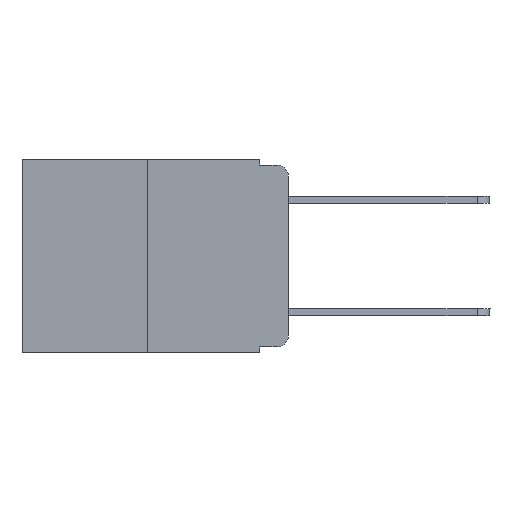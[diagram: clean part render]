
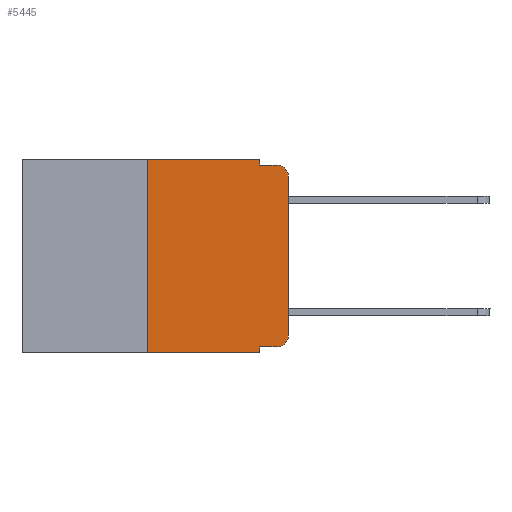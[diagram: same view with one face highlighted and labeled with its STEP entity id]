
A CAD part, left-side view. The second image highlights one B-rep face of the part: STEP entity #5445.
In plain terms, the highlighted planar face has unit normal (-1, 0, 0).
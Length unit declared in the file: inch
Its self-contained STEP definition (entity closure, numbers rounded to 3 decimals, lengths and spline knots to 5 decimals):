
#12 = VERTEX_POINT ( 'NONE', #349 ) ;
#126 = EDGE_CURVE ( 'NONE', #523, #330, #9101, .T. ) ;
#188 = DIRECTION ( 'NONE',  ( 0., -1., 0. ) ) ;
#330 = VERTEX_POINT ( 'NONE', #8748 ) ;
#349 = CARTESIAN_POINT ( 'NONE',  ( 0., 0.051, 0. ) ) ;
#357 = ORIENTED_EDGE ( 'NONE', *, *, #8270, .T. ) ;
#442 = CARTESIAN_POINT ( 'NONE',  ( 0., 0.051, 0. ) ) ;
#497 = CARTESIAN_POINT ( 'NONE',  ( 0., 0.25, -0.343 ) ) ;
#502 = ORIENTED_EDGE ( 'NONE', *, *, #2704, .F. ) ;
#523 = VERTEX_POINT ( 'NONE', #3576 ) ;
#1037 = CARTESIAN_POINT ( 'NONE',  ( 0., 0.02, -0.313 ) ) ;
#1052 = CARTESIAN_POINT ( 'NONE',  ( 0., 0.051, -0.333 ) ) ;
#1112 = CARTESIAN_POINT ( 'NONE',  ( 0., 0.051, -0.343 ) ) ;
#1184 = DIRECTION ( 'NONE',  ( -1., 0., 0. ) ) ;
#1196 = LINE ( 'NONE', #2838, #1769 ) ;
#1443 = ORIENTED_EDGE ( 'NONE', *, *, #126, .F. ) ;
#1509 = ORIENTED_EDGE ( 'NONE', *, *, #5857, .T. ) ;
#1657 = VERTEX_POINT ( 'NONE', #1112 ) ;
#1769 = VECTOR ( 'NONE', #8353, 39.37008 ) ;
#1918 = VECTOR ( 'NONE', #4764, 39.37008 ) ;
#2005 = ORIENTED_EDGE ( 'NONE', *, *, #6382, .F. ) ;
#2126 = CIRCLE ( 'NONE', #5772, 0.02 ) ;
#2563 = DIRECTION ( 'NONE',  ( 0., -1., 0. ) ) ;
#2704 = EDGE_CURVE ( 'NONE', #12, #523, #6238, .T. ) ;
#2733 = AXIS2_PLACEMENT_3D ( 'NONE', #3735, #10119, #6840 ) ;
#2806 = ORIENTED_EDGE ( 'NONE', *, *, #6240, .T. ) ;
#2838 = CARTESIAN_POINT ( 'NONE',  ( 0., 0.25, 0. ) ) ;
#2879 = VERTEX_POINT ( 'NONE', #7884 ) ;
#2886 = ORIENTED_EDGE ( 'NONE', *, *, #2903, .F. ) ;
#2891 = VECTOR ( 'NONE', #8122, 39.37008 ) ;
#2903 = EDGE_CURVE ( 'NONE', #5682, #1657, #8137, .T. ) ;
#2943 = AXIS2_PLACEMENT_3D ( 'NONE', #1037, #9016, #7436 ) ;
#2944 = EDGE_CURVE ( 'NONE', #8505, #12, #5092, .T. ) ;
#2947 = VECTOR ( 'NONE', #6904, 39.37008 ) ;
#3415 = CARTESIAN_POINT ( 'NONE',  ( 0., 0., -0.03 ) ) ;
#3515 = ORIENTED_EDGE ( 'NONE', *, *, #3634, .T. ) ;
#3576 = CARTESIAN_POINT ( 'NONE',  ( 0., 0.051, -0.01 ) ) ;
#3590 = DIRECTION ( 'NONE',  ( 0., -1., 0. ) ) ;
#3634 = EDGE_CURVE ( 'NONE', #4069, #2879, #9199, .T. ) ;
#3735 = CARTESIAN_POINT ( 'NONE',  ( 0., 0.473, 0. ) ) ;
#4069 = VERTEX_POINT ( 'NONE', #5721 ) ;
#4764 = DIRECTION ( 'NONE',  ( 0., 0., 1. ) ) ;
#4822 = LINE ( 'NONE', #8633, #1918 ) ;
#5092 = LINE ( 'NONE', #8908, #6431 ) ;
#5445 = ADVANCED_FACE ( 'NONE', ( #7565 ), #7619, .F. ) ;
#5682 = VERTEX_POINT ( 'NONE', #7876 ) ;
#5721 = CARTESIAN_POINT ( 'NONE',  ( 0., 0.02, -0.333 ) ) ;
#5772 = AXIS2_PLACEMENT_3D ( 'NONE', #5886, #1184, #9789 ) ;
#5857 = EDGE_CURVE ( 'NONE', #10078, #1657, #8226, .T. ) ;
#5886 = CARTESIAN_POINT ( 'NONE',  ( 0., 0.02, -0.03 ) ) ;
#5895 = LINE ( 'NONE', #1052, #2891 ) ;
#6012 = VECTOR ( 'NONE', #3590, 39.37008 ) ;
#6038 = EDGE_LOOP ( 'NONE', ( #8511, #357, #1443, #502, #8634, #2005, #1509, #2886, #2806, #3515 ) ) ;
#6088 = EDGE_CURVE ( 'NONE', #2879, #8291, #4822, .T. ) ;
#6097 = VECTOR ( 'NONE', #9721, 39.37008 ) ;
#6238 = LINE ( 'NONE', #8492, #2947 ) ;
#6240 = EDGE_CURVE ( 'NONE', #5682, #4069, #5895, .T. ) ;
#6382 = EDGE_CURVE ( 'NONE', #10078, #8505, #1196, .T. ) ;
#6431 = VECTOR ( 'NONE', #2563, 39.37008 ) ;
#6591 = CARTESIAN_POINT ( 'NONE',  ( 0., 0.473, -0.343 ) ) ;
#6840 = DIRECTION ( 'NONE',  ( 0., 0., -1. ) ) ;
#6904 = DIRECTION ( 'NONE',  ( 0., 0., -1. ) ) ;
#7436 = DIRECTION ( 'NONE',  ( 0., 0., -1. ) ) ;
#7523 = VECTOR ( 'NONE', #188, 39.37008 ) ;
#7565 = FACE_OUTER_BOUND ( 'NONE', #6038, .T. ) ;
#7619 = PLANE ( 'NONE',  #2733 ) ;
#7876 = CARTESIAN_POINT ( 'NONE',  ( 0., 0.051, -0.333 ) ) ;
#7884 = CARTESIAN_POINT ( 'NONE',  ( 0., 0., -0.313 ) ) ;
#8122 = DIRECTION ( 'NONE',  ( 0., -1., 0. ) ) ;
#8137 = LINE ( 'NONE', #442, #6097 ) ;
#8226 = LINE ( 'NONE', #6591, #7523 ) ;
#8270 = EDGE_CURVE ( 'NONE', #8291, #330, #2126, .T. ) ;
#8291 = VERTEX_POINT ( 'NONE', #3415 ) ;
#8328 = CARTESIAN_POINT ( 'NONE',  ( 0., 0.051, -0.01 ) ) ;
#8353 = DIRECTION ( 'NONE',  ( 0., 0., 1. ) ) ;
#8492 = CARTESIAN_POINT ( 'NONE',  ( 0., 0.051, 0. ) ) ;
#8505 = VERTEX_POINT ( 'NONE', #9716 ) ;
#8511 = ORIENTED_EDGE ( 'NONE', *, *, #6088, .T. ) ;
#8633 = CARTESIAN_POINT ( 'NONE',  ( 0., 0., 0. ) ) ;
#8634 = ORIENTED_EDGE ( 'NONE', *, *, #2944, .F. ) ;
#8748 = CARTESIAN_POINT ( 'NONE',  ( 0., 0.02, -0.01 ) ) ;
#8908 = CARTESIAN_POINT ( 'NONE',  ( 0., 0.473, 0. ) ) ;
#9016 = DIRECTION ( 'NONE',  ( -1., 0., 0. ) ) ;
#9101 = LINE ( 'NONE', #8328, #6012 ) ;
#9199 = CIRCLE ( 'NONE', #2943, 0.02 ) ;
#9716 = CARTESIAN_POINT ( 'NONE',  ( 0., 0.25, 0. ) ) ;
#9721 = DIRECTION ( 'NONE',  ( 0., 0., -1. ) ) ;
#9789 = DIRECTION ( 'NONE',  ( 0., 0., -1. ) ) ;
#10078 = VERTEX_POINT ( 'NONE', #497 ) ;
#10119 = DIRECTION ( 'NONE',  ( 1., 0., 0. ) ) ;
